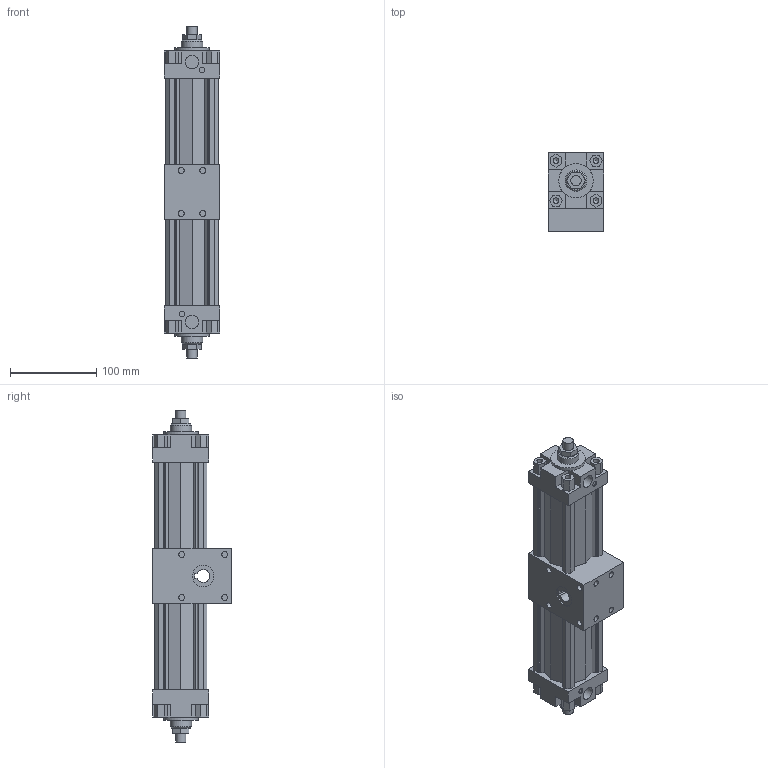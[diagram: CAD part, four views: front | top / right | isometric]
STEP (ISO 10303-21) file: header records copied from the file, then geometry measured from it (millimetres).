
FILE_DESCRIPTION(/* description */ ('Unknown'),/* implementation_level */ '2;1');
FILE_NAME(/* name */ '1330.50.180.01R',/* time_stamp */ '2020-01-21T08:32:39-05:00',/* author */ ('Unknown'),/* organization */ ('Unknown'),/* preprocessor_version */ 'ST-DEVELOPER v16.7',/* originating_system */ 'DEX',/* authorisation */ $);
FILE_SCHEMA (('AUTOMOTIVE_DESIGN {1 0 10303 214 3 1 1}'));
Length unit declared in the file: millimetre
Products named in the file (1): 1330_50_90_01R
Bounding box: 65 x 91 x 386 mm (x, y, z)
Volume: 1224923 mm3; surface area: 126439.2 mm2
Topology: 1 solids, 1 shells, 300 faces, 760 edges, 498 vertices
Faces by surface type: plane 257, cylinder 33, cone 10
Full cylindrical faces by diameter (mm): 6.5 x2, 6.75 x8, 6.9 x12, 12 x2, 15.2 x2, 25 x4, 40 x2
Entity records: 10740 total; most frequent: CARTESIAN_POINT 1505, ORIENTED_EDGE 1416, DIRECTION 1392, EDGE_CURVE 708, LINE 626, VECTOR 626, VERTEX_POINT 496, FACE_BOUND 388
